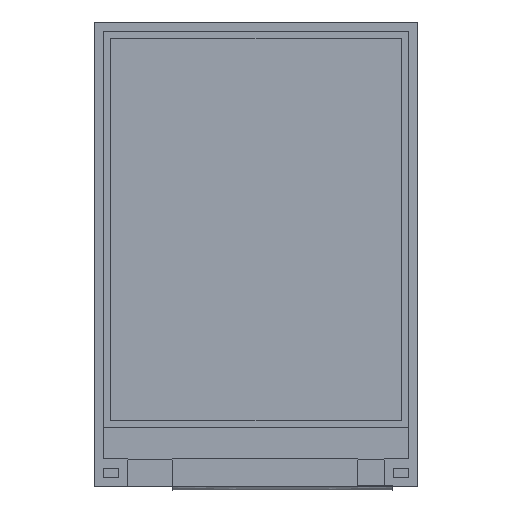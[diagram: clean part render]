
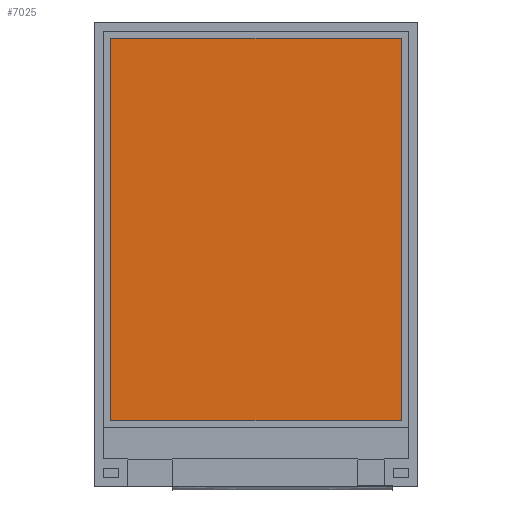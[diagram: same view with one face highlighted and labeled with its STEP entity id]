
A CAD part, top view. The second image highlights one B-rep face of the part: STEP entity #7025.
In plain terms, the highlighted planar face has unit normal (0, 0, 1).
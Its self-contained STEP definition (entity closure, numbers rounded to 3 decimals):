
#507=FACE_OUTER_BOUND('',#905,.T.);
#905=EDGE_LOOP('',(#4871,#4872,#4873,#4874));
#1395=LINE('',#9937,#2201);
#1398=LINE('',#9943,#2204);
#1401=LINE('',#9949,#2207);
#1404=LINE('',#9953,#2210);
#2201=VECTOR('',#8128,10.);
#2204=VECTOR('',#8133,10.);
#2207=VECTOR('',#8138,10.);
#2210=VECTOR('',#8143,10.);
#2967=VERTEX_POINT('',#9934);
#2968=VERTEX_POINT('',#9936);
#2970=VERTEX_POINT('',#9942);
#2972=VERTEX_POINT('',#9948);
#3699=EDGE_CURVE('',#2968,#2967,#1395,.T.);
#3702=EDGE_CURVE('',#2970,#2968,#1398,.T.);
#3705=EDGE_CURVE('',#2972,#2970,#1401,.T.);
#3708=EDGE_CURVE('',#2967,#2972,#1404,.T.);
#4871=ORIENTED_EDGE('',*,*,#3708,.T.);
#4872=ORIENTED_EDGE('',*,*,#3705,.T.);
#4873=ORIENTED_EDGE('',*,*,#3702,.T.);
#4874=ORIENTED_EDGE('',*,*,#3699,.T.);
#6747=PLANE('',#7467);
#7025=ADVANCED_FACE('',(#507),#6747,.T.);
#7467=AXIS2_PLACEMENT_3D('',#9954,#8144,#8145);
#8128=DIRECTION('',(0.,-1.,0.));
#8133=DIRECTION('',(-1.,0.,0.));
#8138=DIRECTION('',(0.,1.,0.));
#8143=DIRECTION('',(1.,0.,0.));
#8144=DIRECTION('center_axis',(0.,0.,1.));
#8145=DIRECTION('ref_axis',(1.,0.,0.));
#9934=CARTESIAN_POINT('',(1.8,7.25,0.));
#9936=CARTESIAN_POINT('',(1.8,49.45,0.));
#9937=CARTESIAN_POINT('',(1.8,17.8,0.));
#9942=CARTESIAN_POINT('',(33.9,49.45,0.));
#9943=CARTESIAN_POINT('',(9.825,49.45,0.));
#9948=CARTESIAN_POINT('',(33.9,7.25,0.));
#9949=CARTESIAN_POINT('',(33.9,38.9,0.));
#9953=CARTESIAN_POINT('',(25.875,7.25,0.));
#9954=CARTESIAN_POINT('Origin',(17.85,28.35,0.));
